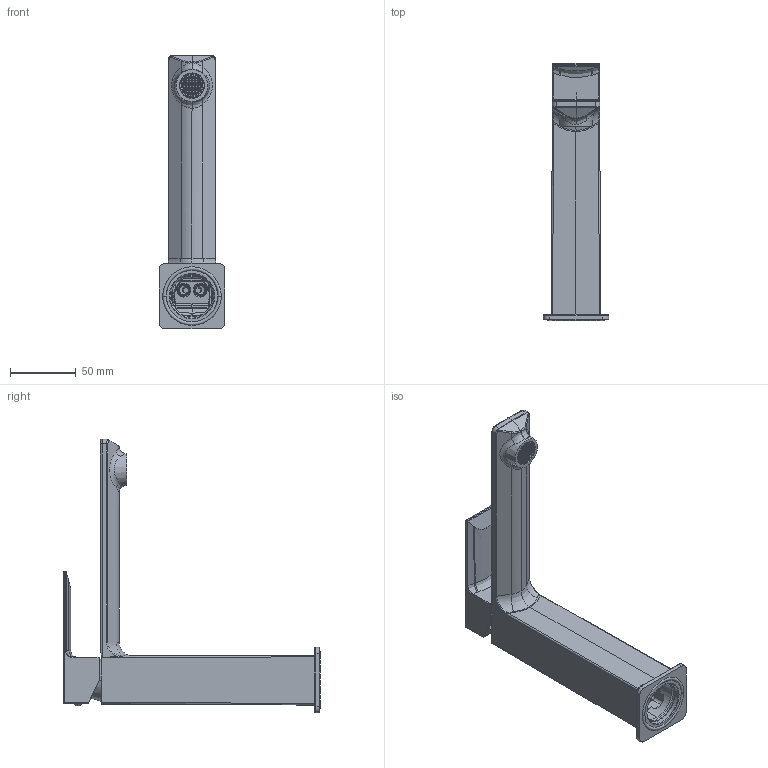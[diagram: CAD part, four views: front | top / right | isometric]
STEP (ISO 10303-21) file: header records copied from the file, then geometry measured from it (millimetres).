
FILE_DESCRIPTION((''),'2;1');
FILE_NAME('EL074HCR','2025-06-17T17:17:22',('simone.bertoli'),('PAFFONI SpA'),'CREO PARAMETRIC BY PTC INC, 2022124','CREO PARAMETRIC BY PTC INC, 2022124','');
FILE_SCHEMA(('CONFIG_CONTROL_DESIGN','SHAPE_APPEARANCE_LAYERS_GROUPS'));
Products named in the file (1): EL074HCR
Bounding box: 50 x 195.33 x 208.25 mm (x, y, z)
Volume: 174611 mm3; surface area: 94793.7 mm2
Topology: 2 solids, 2 shells, 4647 faces, 12932 edges, 8232 vertices
Faces by surface type: plane 3505, cylinder 714, bspline 183, cone 100, torus 93, extrusion 42, sphere 10
Entity records: 225919 total; most frequent: CARTESIAN_POINT 85456, ORIENTED_EDGE 25792, DIRECTION 16595, EDGE_CURVE 12896, VERTEX_POINT 8232, B_SPLINE_CURVE_WITH_KNOTS 6290, VECTOR 5629, LINE 5587
